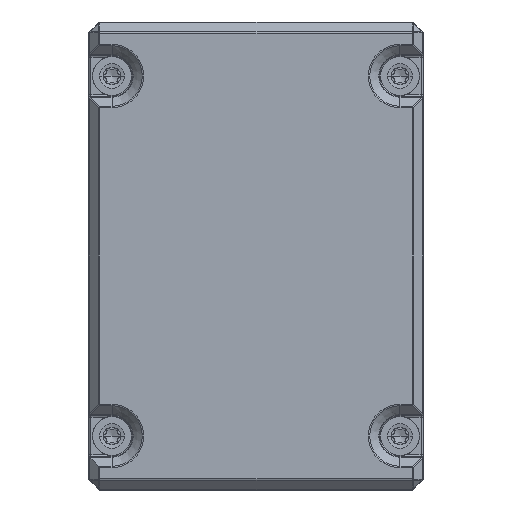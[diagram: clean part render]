
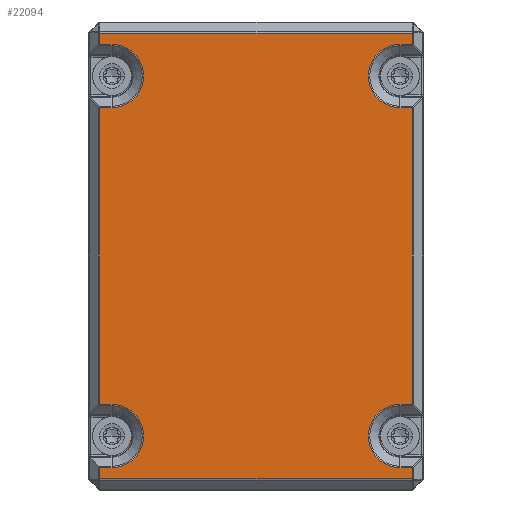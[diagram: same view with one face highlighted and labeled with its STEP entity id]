
A CAD part, front view. The second image highlights one B-rep face of the part: STEP entity #22094.
In plain terms, the highlighted planar face has unit normal (0, -1, 0).
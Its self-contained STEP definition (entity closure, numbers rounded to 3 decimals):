
#20=DIRECTION('',(0.,0.,1.));
#21=VECTOR('',#20,28.834);
#22=CARTESIAN_POINT('',(15.167,-9.25,-14.417));
#23=LINE('',#22,#21);
#28=DIRECTION('',(1.,0.,0.));
#29=VECTOR('',#28,1.167);
#30=CARTESIAN_POINT('',(14.,-9.25,-14.417));
#31=LINE('',#30,#29);
#35=CARTESIAN_POINT('',(14.,-9.25,-17.5));
#36=DIRECTION('',(0.,1.,0.));
#37=DIRECTION('',(0.,0.,-1.));
#38=AXIS2_PLACEMENT_3D('',#35,#36,#37);
#43=DIRECTION('',(-1.,0.,0.));
#44=VECTOR('',#43,1.167);
#45=CARTESIAN_POINT('',(15.167,-9.25,-20.583));
#46=LINE('',#45,#44);
#50=DIRECTION('',(0.,0.,1.));
#51=VECTOR('',#50,1.084);
#52=CARTESIAN_POINT('',(15.167,-9.25,-21.667));
#53=LINE('',#52,#51);
#57=DIRECTION('',(1.,0.,0.));
#58=VECTOR('',#57,30.334);
#59=CARTESIAN_POINT('',(-15.167,-9.25,-21.667));
#60=LINE('',#59,#58);
#64=DIRECTION('',(0.,0.,-1.));
#65=VECTOR('',#64,1.084);
#66=CARTESIAN_POINT('',(-15.167,-9.25,-20.583));
#67=LINE('',#66,#65);
#71=DIRECTION('',(-1.,0.,0.));
#72=VECTOR('',#71,1.167);
#73=CARTESIAN_POINT('',(-14.,-9.25,-20.583));
#74=LINE('',#73,#72);
#78=CARTESIAN_POINT('',(-14.,-9.25,-17.5));
#79=DIRECTION('',(0.,1.,0.));
#80=DIRECTION('',(0.,0.,1.));
#81=AXIS2_PLACEMENT_3D('',#78,#79,#80);
#86=DIRECTION('',(1.,0.,0.));
#87=VECTOR('',#86,1.167);
#88=CARTESIAN_POINT('',(-15.167,-9.25,-14.417));
#89=LINE('',#88,#87);
#93=DIRECTION('',(0.,0.,-1.));
#94=VECTOR('',#93,28.834);
#95=CARTESIAN_POINT('',(-15.167,-9.25,14.417));
#96=LINE('',#95,#94);
#100=DIRECTION('',(-1.,0.,0.));
#101=VECTOR('',#100,1.167);
#102=CARTESIAN_POINT('',(-14.,-9.25,14.417));
#103=LINE('',#102,#101);
#107=CARTESIAN_POINT('',(-14.,-9.25,17.5));
#108=DIRECTION('',(0.,1.,0.));
#109=DIRECTION('',(0.,0.,1.));
#110=AXIS2_PLACEMENT_3D('',#107,#108,#109);
#115=DIRECTION('',(1.,0.,0.));
#116=VECTOR('',#115,1.167);
#117=CARTESIAN_POINT('',(-15.167,-9.25,20.583));
#118=LINE('',#117,#116);
#122=DIRECTION('',(0.,0.,-1.));
#123=VECTOR('',#122,1.084);
#124=CARTESIAN_POINT('',(-15.167,-9.25,21.667));
#125=LINE('',#124,#123);
#129=DIRECTION('',(-1.,0.,0.));
#130=VECTOR('',#129,30.334);
#131=CARTESIAN_POINT('',(15.167,-9.25,21.667));
#132=LINE('',#131,#130);
#136=DIRECTION('',(0.,0.,1.));
#137=VECTOR('',#136,1.084);
#138=CARTESIAN_POINT('',(15.167,-9.25,20.583));
#139=LINE('',#138,#137);
#143=DIRECTION('',(1.,0.,0.));
#144=VECTOR('',#143,1.167);
#145=CARTESIAN_POINT('',(14.,-9.25,20.583));
#146=LINE('',#145,#144);
#150=CARTESIAN_POINT('',(14.,-9.25,17.5));
#151=DIRECTION('',(0.,1.,0.));
#152=DIRECTION('',(0.,0.,-1.));
#153=AXIS2_PLACEMENT_3D('',#150,#151,#152);
#158=DIRECTION('',(-1.,0.,0.));
#159=VECTOR('',#158,1.167);
#160=CARTESIAN_POINT('',(15.167,-9.25,14.417));
#161=LINE('',#160,#159);
#19315=CARTESIAN_POINT('',(15.167,-9.25,-14.417));
#19316=CARTESIAN_POINT('',(15.167,-9.25,14.417));
#19317=VERTEX_POINT('',#19315);
#19318=VERTEX_POINT('',#19316);
#19343=CARTESIAN_POINT('',(15.167,-9.25,20.583));
#19344=CARTESIAN_POINT('',(15.167,-9.25,21.667));
#19345=VERTEX_POINT('',#19343);
#19346=VERTEX_POINT('',#19344);
#19355=CARTESIAN_POINT('',(-15.167,-9.25,21.667));
#19356=VERTEX_POINT('',#19355);
#19361=CARTESIAN_POINT('',(-15.167,-9.25,20.583));
#19362=VERTEX_POINT('',#19361);
#19479=CARTESIAN_POINT('',(-14.,-9.25,20.583));
#19480=VERTEX_POINT('',#19479);
#19483=CARTESIAN_POINT('',(-14.,-9.25,14.417));
#19484=VERTEX_POINT('',#19483);
#19487=CARTESIAN_POINT('',(-15.167,-9.25,14.417));
#19488=VERTEX_POINT('',#19487);
#19491=CARTESIAN_POINT('',(-15.167,-9.25,-14.417));
#19492=VERTEX_POINT('',#19491);
#19493=CARTESIAN_POINT('',(-14.,-9.25,-14.417));
#19494=VERTEX_POINT('',#19493);
#19499=CARTESIAN_POINT('',(-14.,-9.25,-20.583));
#19500=VERTEX_POINT('',#19499);
#19505=CARTESIAN_POINT('',(-15.167,-9.25,-20.583));
#19506=VERTEX_POINT('',#19505);
#19509=CARTESIAN_POINT('',(-15.167,-9.25,-21.667));
#19510=VERTEX_POINT('',#19509);
#19533=CARTESIAN_POINT('',(15.167,-9.25,-21.667));
#19534=VERTEX_POINT('',#19533);
#19539=CARTESIAN_POINT('',(15.167,-9.25,-20.583));
#19540=VERTEX_POINT('',#19539);
#19601=CARTESIAN_POINT('',(14.,-9.25,-14.417));
#19602=VERTEX_POINT('',#19601);
#19603=CARTESIAN_POINT('',(14.,-9.25,-20.583));
#19604=VERTEX_POINT('',#19603);
#19641=CARTESIAN_POINT('',(14.,-9.25,14.417));
#19642=VERTEX_POINT('',#19641);
#19645=CARTESIAN_POINT('',(14.,-9.25,20.583));
#19646=VERTEX_POINT('',#19645);
#22047=CARTESIAN_POINT('',(0.,-9.25,0.));
#22048=DIRECTION('',(0.,1.,0.));
#22049=DIRECTION('',(1.,0.,0.));
#22050=AXIS2_PLACEMENT_3D('',#22047,#22048,#22049);
#22051=PLANE('',#22050);
#22053=ORIENTED_EDGE('',*,*,#22052,.F.);
#22055=ORIENTED_EDGE('',*,*,#22054,.F.);
#22057=ORIENTED_EDGE('',*,*,#22056,.F.);
#22059=ORIENTED_EDGE('',*,*,#22058,.F.);
#22061=ORIENTED_EDGE('',*,*,#22060,.F.);
#22063=ORIENTED_EDGE('',*,*,#22062,.F.);
#22065=ORIENTED_EDGE('',*,*,#22064,.F.);
#22067=ORIENTED_EDGE('',*,*,#22066,.F.);
#22069=ORIENTED_EDGE('',*,*,#22068,.F.);
#22071=ORIENTED_EDGE('',*,*,#22070,.F.);
#22073=ORIENTED_EDGE('',*,*,#22072,.F.);
#22075=ORIENTED_EDGE('',*,*,#22074,.F.);
#22077=ORIENTED_EDGE('',*,*,#22076,.F.);
#22079=ORIENTED_EDGE('',*,*,#22078,.F.);
#22081=ORIENTED_EDGE('',*,*,#22080,.F.);
#22083=ORIENTED_EDGE('',*,*,#22082,.F.);
#22085=ORIENTED_EDGE('',*,*,#22084,.F.);
#22087=ORIENTED_EDGE('',*,*,#22086,.F.);
#22089=ORIENTED_EDGE('',*,*,#22088,.F.);
#22091=ORIENTED_EDGE('',*,*,#22090,.F.);
#22092=EDGE_LOOP('',(#22053,#22055,#22057,#22059,#22061,#22063,#22065,#22067,
#22069,#22071,#22073,#22075,#22077,#22079,#22081,#22083,#22085,#22087,#22089,
#22091));
#22093=FACE_OUTER_BOUND('',#22092,.F.);
#22094=ADVANCED_FACE('',(#22093),#22051,.F.);
#39=CIRCLE('',#38,3.083);
#82=CIRCLE('',#81,3.083);
#111=CIRCLE('',#110,3.083);
#154=CIRCLE('',#153,3.083);
#22052=EDGE_CURVE('',#19317,#19318,#23,.T.);
#22054=EDGE_CURVE('',#19602,#19317,#31,.T.);
#22056=EDGE_CURVE('',#19604,#19602,#39,.T.);
#22058=EDGE_CURVE('',#19540,#19604,#46,.T.);
#22060=EDGE_CURVE('',#19534,#19540,#53,.T.);
#22062=EDGE_CURVE('',#19510,#19534,#60,.T.);
#22064=EDGE_CURVE('',#19506,#19510,#67,.T.);
#22066=EDGE_CURVE('',#19500,#19506,#74,.T.);
#22068=EDGE_CURVE('',#19494,#19500,#82,.T.);
#22070=EDGE_CURVE('',#19492,#19494,#89,.T.);
#22072=EDGE_CURVE('',#19488,#19492,#96,.T.);
#22074=EDGE_CURVE('',#19484,#19488,#103,.T.);
#22076=EDGE_CURVE('',#19480,#19484,#111,.T.);
#22078=EDGE_CURVE('',#19362,#19480,#118,.T.);
#22080=EDGE_CURVE('',#19356,#19362,#125,.T.);
#22082=EDGE_CURVE('',#19346,#19356,#132,.T.);
#22084=EDGE_CURVE('',#19345,#19346,#139,.T.);
#22086=EDGE_CURVE('',#19646,#19345,#146,.T.);
#22088=EDGE_CURVE('',#19642,#19646,#154,.T.);
#22090=EDGE_CURVE('',#19318,#19642,#161,.T.);
